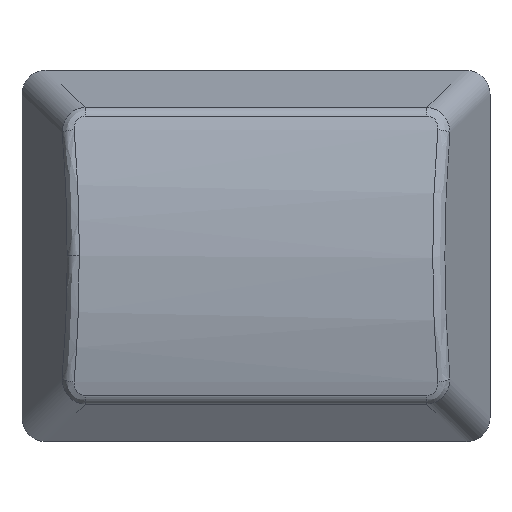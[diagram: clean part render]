
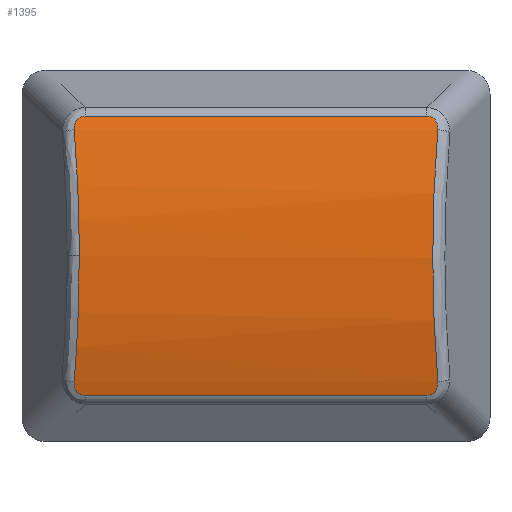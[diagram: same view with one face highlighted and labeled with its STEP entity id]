
A CAD part, top view. The second image highlights one B-rep face of the part: STEP entity #1395.
In plain terms, the highlighted cylindrical face has radius 25.296 mm (diameter 50.591 mm), a partial arc.
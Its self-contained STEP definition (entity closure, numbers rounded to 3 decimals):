
#1261=CARTESIAN_POINT('',(-749.764,371.95,-18.096));
#1262=DIRECTION('',(1.,0.,0.));
#1263=DIRECTION('',(0.,0.,-1.));
#1264=AXIS2_PLACEMENT_3D('',#1261,#1262,#1263);
#1265=CYLINDRICAL_SURFACE('',#1264,25.296);
#1266=CARTESIAN_POINT('',(-16.103,365.733,6.424));
#1267=VERTEX_POINT('',#1266);
#1268=CARTESIAN_POINT('',(-15.564,365.068,6.246));
#1269=VERTEX_POINT('',#1268);
#1270=CARTESIAN_POINT('',(-16.103,365.733,6.424));
#1271=CARTESIAN_POINT('',(-16.11,365.652,6.404));
#1272=CARTESIAN_POINT('',(-16.105,365.572,6.383));
#1273=CARTESIAN_POINT('',(-16.085,365.493,6.362));
#1274=CARTESIAN_POINT('',(-16.066,365.414,6.341));
#1275=CARTESIAN_POINT('',(-16.032,365.34,6.321));
#1276=CARTESIAN_POINT('',(-15.984,365.275,6.304));
#1277=CARTESIAN_POINT('',(-15.96,365.243,6.295));
#1278=CARTESIAN_POINT('',(-15.933,365.214,6.287));
#1279=CARTESIAN_POINT('',(-15.902,365.188,6.279));
#1280=CARTESIAN_POINT('',(-15.871,365.162,6.272));
#1281=CARTESIAN_POINT('',(-15.836,365.139,6.266));
#1282=CARTESIAN_POINT('',(-15.8,365.121,6.261));
#1283=CARTESIAN_POINT('',(-15.728,365.086,6.251));
#1284=CARTESIAN_POINT('',(-15.646,365.068,6.246));
#1285=CARTESIAN_POINT('',(-15.564,365.068,6.246));
#1286=B_SPLINE_CURVE_WITH_KNOTS('',3,(#1270,#1271,#1272,#1273,#1274,#1275,#1276,#1277,#1278,#1279,#1280,#1281,#1282,#1283,#1284,#1285),.UNSPECIFIED.,.F.,.F.,(4,3,3,3,3,4),(0.,0.,0.,0.001,0.001,0.001),.UNSPECIFIED.);
#1287=EDGE_CURVE('',#1267,#1269,#1286,.T.);
#1288=ORIENTED_EDGE('',*,*,#1287,.T.);
#1289=CARTESIAN_POINT('',(1.277,365.068,6.246));
#1290=VERTEX_POINT('',#1289);
#1291=CARTESIAN_POINT('',(-15.564,365.068,6.246));
#1292=DIRECTION('',(1.,0.,0.));
#1293=VECTOR('',#1292,16.841);
#1294=LINE('',#1291,#1293);
#1295=EDGE_CURVE('',#1269,#1290,#1294,.T.);
#1296=ORIENTED_EDGE('',*,*,#1295,.T.);
#1297=CARTESIAN_POINT('',(1.816,365.733,6.424));
#1298=VERTEX_POINT('',#1297);
#1299=CARTESIAN_POINT('',(1.277,365.068,6.246));
#1300=CARTESIAN_POINT('',(1.359,365.068,6.246));
#1301=CARTESIAN_POINT('',(1.44,365.086,6.251));
#1302=CARTESIAN_POINT('',(1.513,365.121,6.261));
#1303=CARTESIAN_POINT('',(1.549,365.139,6.266));
#1304=CARTESIAN_POINT('',(1.584,365.162,6.272));
#1305=CARTESIAN_POINT('',(1.614,365.188,6.279));
#1306=CARTESIAN_POINT('',(1.645,365.214,6.287));
#1307=CARTESIAN_POINT('',(1.672,365.243,6.295));
#1308=CARTESIAN_POINT('',(1.697,365.275,6.304));
#1309=CARTESIAN_POINT('',(1.745,365.34,6.321));
#1310=CARTESIAN_POINT('',(1.778,365.414,6.341));
#1311=CARTESIAN_POINT('',(1.798,365.493,6.362));
#1312=CARTESIAN_POINT('',(1.817,365.572,6.383));
#1313=CARTESIAN_POINT('',(1.822,365.652,6.404));
#1314=CARTESIAN_POINT('',(1.816,365.733,6.424));
#1315=B_SPLINE_CURVE_WITH_KNOTS('',3,(#1299,#1300,#1301,#1302,#1303,#1304,#1305,#1306,#1307,#1308,#1309,#1310,#1311,#1312,#1313,#1314),.UNSPECIFIED.,.F.,.F.,(4,3,3,3,3,4),(0.,0.,0.,0.,0.001,0.001),.UNSPECIFIED.);
#1316=EDGE_CURVE('',#1290,#1298,#1315,.T.);
#1317=ORIENTED_EDGE('',*,*,#1316,.T.);
#1318=CARTESIAN_POINT('',(1.816,378.167,6.424));
#1319=VERTEX_POINT('',#1318);
#1320=CARTESIAN_POINT('',(9.682,371.95,-18.096));
#1321=DIRECTION('',(-0.952,-0.,-0.305));
#1322=DIRECTION('',(0.305,0.,-0.952));
#1323=AXIS2_PLACEMENT_3D('',#1320,#1321,#1322);
#1324=ELLIPSE('',#1323,26.566,25.296);
#1325=EDGE_CURVE('',#1298,#1319,#1324,.T.);
#1326=ORIENTED_EDGE('',*,*,#1325,.T.);
#1327=CARTESIAN_POINT('',(1.277,378.832,6.246));
#1328=VERTEX_POINT('',#1327);
#1329=CARTESIAN_POINT('',(1.816,378.167,6.424));
#1330=CARTESIAN_POINT('',(1.822,378.248,6.404));
#1331=CARTESIAN_POINT('',(1.817,378.328,6.383));
#1332=CARTESIAN_POINT('',(1.798,378.407,6.362));
#1333=CARTESIAN_POINT('',(1.778,378.486,6.341));
#1334=CARTESIAN_POINT('',(1.745,378.56,6.321));
#1335=CARTESIAN_POINT('',(1.697,378.625,6.304));
#1336=CARTESIAN_POINT('',(1.672,378.657,6.295));
#1337=CARTESIAN_POINT('',(1.645,378.686,6.287));
#1338=CARTESIAN_POINT('',(1.614,378.712,6.279));
#1339=CARTESIAN_POINT('',(1.584,378.738,6.272));
#1340=CARTESIAN_POINT('',(1.549,378.761,6.266));
#1341=CARTESIAN_POINT('',(1.513,378.779,6.261));
#1342=CARTESIAN_POINT('',(1.44,378.814,6.251));
#1343=CARTESIAN_POINT('',(1.359,378.832,6.246));
#1344=CARTESIAN_POINT('',(1.277,378.832,6.246));
#1345=B_SPLINE_CURVE_WITH_KNOTS('',3,(#1329,#1330,#1331,#1332,#1333,#1334,#1335,#1336,#1337,#1338,#1339,#1340,#1341,#1342,#1343,#1344),.UNSPECIFIED.,.F.,.F.,(4,3,3,3,3,4),(0.,0.,0.,0.001,0.001,0.001),.UNSPECIFIED.);
#1346=EDGE_CURVE('',#1319,#1328,#1345,.T.);
#1347=ORIENTED_EDGE('',*,*,#1346,.T.);
#1348=CARTESIAN_POINT('',(-15.564,378.832,6.246));
#1349=VERTEX_POINT('',#1348);
#1350=CARTESIAN_POINT('',(1.277,378.832,6.246));
#1351=DIRECTION('',(-1.,-0.,-0.));
#1352=VECTOR('',#1351,16.841);
#1353=LINE('',#1350,#1352);
#1354=EDGE_CURVE('',#1328,#1349,#1353,.T.);
#1355=ORIENTED_EDGE('',*,*,#1354,.T.);
#1356=CARTESIAN_POINT('',(-16.103,378.167,6.424));
#1357=VERTEX_POINT('',#1356);
#1358=CARTESIAN_POINT('',(-15.564,378.832,6.246));
#1359=CARTESIAN_POINT('',(-15.646,378.832,6.246));
#1360=CARTESIAN_POINT('',(-15.728,378.814,6.251));
#1361=CARTESIAN_POINT('',(-15.8,378.779,6.261));
#1362=CARTESIAN_POINT('',(-15.836,378.761,6.266));
#1363=CARTESIAN_POINT('',(-15.871,378.738,6.272));
#1364=CARTESIAN_POINT('',(-15.902,378.712,6.279));
#1365=CARTESIAN_POINT('',(-15.933,378.686,6.287));
#1366=CARTESIAN_POINT('',(-15.96,378.657,6.295));
#1367=CARTESIAN_POINT('',(-15.984,378.625,6.304));
#1368=CARTESIAN_POINT('',(-16.032,378.56,6.321));
#1369=CARTESIAN_POINT('',(-16.066,378.486,6.341));
#1370=CARTESIAN_POINT('',(-16.085,378.407,6.362));
#1371=CARTESIAN_POINT('',(-16.105,378.328,6.383));
#1372=CARTESIAN_POINT('',(-16.11,378.248,6.404));
#1373=CARTESIAN_POINT('',(-16.103,378.167,6.424));
#1374=B_SPLINE_CURVE_WITH_KNOTS('',3,(#1358,#1359,#1360,#1361,#1362,#1363,#1364,#1365,#1366,#1367,#1368,#1369,#1370,#1371,#1372,#1373),.UNSPECIFIED.,.F.,.F.,(4,3,3,3,3,4),(0.,0.,0.,0.,0.001,0.001),.UNSPECIFIED.);
#1375=EDGE_CURVE('',#1349,#1357,#1374,.T.);
#1376=ORIENTED_EDGE('',*,*,#1375,.T.);
#1377=CARTESIAN_POINT('',(-15.854,371.95,7.2));
#1378=VERTEX_POINT('',#1377);
#1379=CARTESIAN_POINT('',(-23.97,371.95,-18.096));
#1380=DIRECTION('',(0.952,-0.,-0.305));
#1381=DIRECTION('',(0.305,0.,0.952));
#1382=AXIS2_PLACEMENT_3D('',#1379,#1380,#1381);
#1383=ELLIPSE('',#1382,26.566,25.296);
#1384=EDGE_CURVE('',#1357,#1378,#1383,.T.);
#1385=ORIENTED_EDGE('',*,*,#1384,.T.);
#1386=CARTESIAN_POINT('',(-23.97,371.95,-18.096));
#1387=DIRECTION('',(0.952,-0.,-0.305));
#1388=DIRECTION('',(0.305,0.,0.952));
#1389=AXIS2_PLACEMENT_3D('',#1386,#1387,#1388);
#1390=ELLIPSE('',#1389,26.566,25.296);
#1391=EDGE_CURVE('',#1378,#1267,#1390,.T.);
#1392=ORIENTED_EDGE('',*,*,#1391,.T.);
#1393=EDGE_LOOP('',(#1288,#1296,#1317,#1326,#1347,#1355,#1376,#1385,#1392));
#1394=FACE_BOUND('',#1393,.T.);
#1395=ADVANCED_FACE('',(#1394),#1265,.T.);
